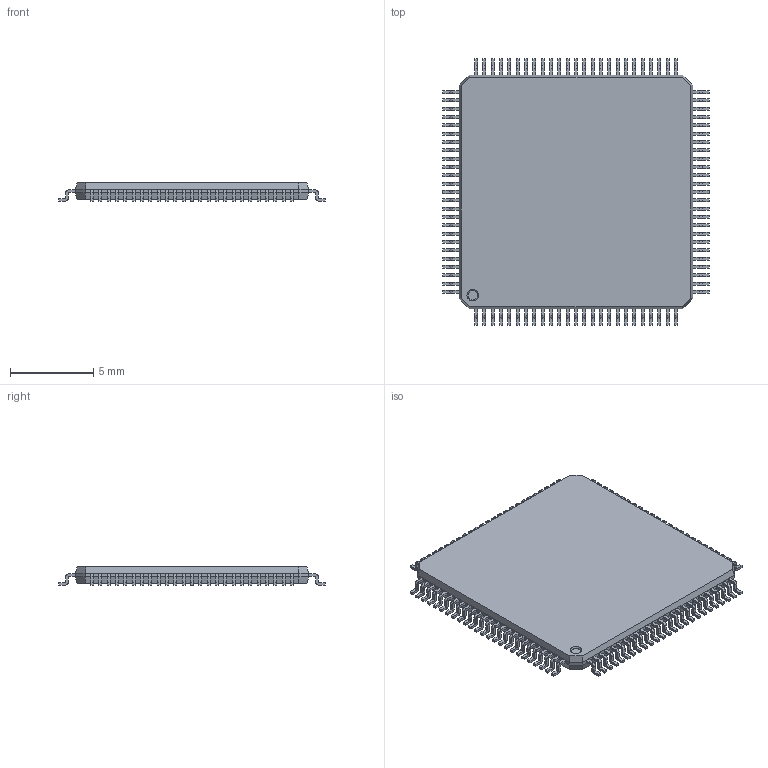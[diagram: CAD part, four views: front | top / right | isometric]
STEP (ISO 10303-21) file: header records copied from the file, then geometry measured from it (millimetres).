
FILE_DESCRIPTION(('STEP AP214'), '1');
FILE_NAME('QFP_package', '2019-01-11T21:16:10', ('Che'), (''), 'ASCON STEP Converter 1.3', 'ASCON Math Kernel', '');
FILE_SCHEMA(('AUTOMOTIVE_DESIGN { 1 0 10303 214 3 1 1}'));
Length unit declared in the file: millimetre
Bounding box: 16 x 16 x 1.1 mm (x, y, z)
Volume: 196.9 mm3; surface area: 530.1 mm2
Topology: 1 solids, 1 shells, 1328 faces, 3659 edges, 2434 vertices
Faces by surface type: plane 927, cylinder 400, cone 1
Entity records: 52780 total; most frequent: CARTESIAN_POINT 7421, ORIENTED_EDGE 7316, DIRECTION 7118, EDGE_CURVE 3658, LINE 2856, VECTOR 2856, VERTEX_POINT 2434, AXIS2_PLACEMENT_3D 2131
